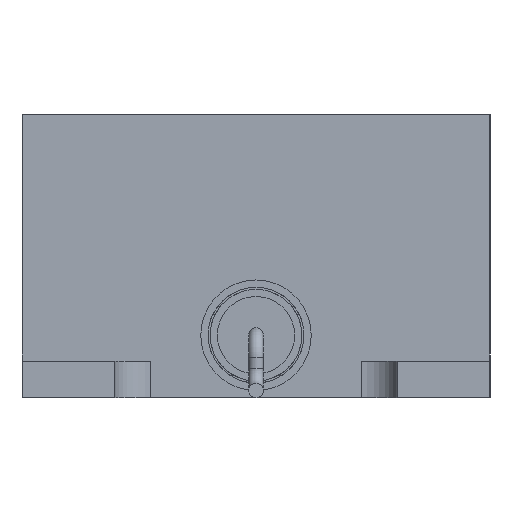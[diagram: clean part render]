
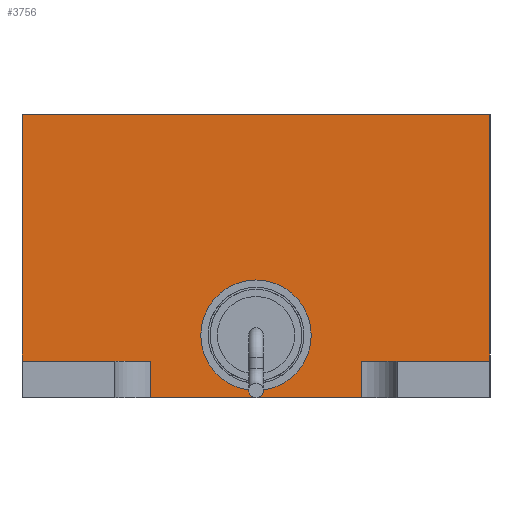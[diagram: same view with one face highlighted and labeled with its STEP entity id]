
A CAD part, left-side view. The second image highlights one B-rep face of the part: STEP entity #3756.
In plain terms, the highlighted planar face has unit normal (-1, 0, 0).
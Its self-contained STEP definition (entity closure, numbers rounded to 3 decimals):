
#3756=ADVANCED_FACE('',(#10418,#10420),#10422,.F.);
#10418=FACE_BOUND('',#10419,.T.);
#10419=EDGE_LOOP('',(#12822,#12823,#12824,#12825,#12826,#12827,#12828,#12829));
#10420=FACE_BOUND('',#10421,.T.);
#10421=EDGE_LOOP('',(#12830));
#10422=PLANE('',#10423);
#10423=AXIS2_PLACEMENT_3D('',#10424,#10425,#10426);
#10424=CARTESIAN_POINT('',(-19.05,2.85,7.7));
#10425=DIRECTION('',(1.,0.,-0.));
#10426=DIRECTION('',(-0.,0.,-1.));
#12822=ORIENTED_EDGE('',*,*,#14084,.F.);
#12823=ORIENTED_EDGE('',*,*,#14085,.F.);
#12824=ORIENTED_EDGE('',*,*,#14086,.T.);
#12825=ORIENTED_EDGE('',*,*,#14087,.F.);
#12826=ORIENTED_EDGE('',*,*,#14069,.F.);
#12827=ORIENTED_EDGE('',*,*,#14088,.F.);
#12828=ORIENTED_EDGE('',*,*,#14081,.T.);
#12829=ORIENTED_EDGE('',*,*,#14089,.T.);
#12830=ORIENTED_EDGE('',*,*,#13009,.T.);
#13009=EDGE_CURVE('',#14194,#14194,#14195,.T.);
#14069=EDGE_CURVE('',#15964,#15967,#15968,.T.);
#14081=EDGE_CURVE('',#15987,#15988,#15989,.T.);
#14084=EDGE_CURVE('',#15992,#15993,#15994,.T.);
#14085=EDGE_CURVE('',#15995,#15992,#15996,.T.);
#14086=EDGE_CURVE('',#15995,#15997,#15998,.T.);
#14087=EDGE_CURVE('',#15967,#15997,#15999,.T.);
#14088=EDGE_CURVE('',#15987,#15964,#16000,.T.);
#14089=EDGE_CURVE('',#15988,#15993,#16001,.T.);
#14194=VERTEX_POINT('',#16581);
#14195=CIRCLE('',#16582,1.5);
#15964=VERTEX_POINT('',#33090);
#15967=VERTEX_POINT('',#33095);
#15968=LINE('',#33096,#33097);
#15987=VERTEX_POINT('',#33139);
#15988=VERTEX_POINT('',#33140);
#15989=LINE('',#33141,#33142);
#15992=VERTEX_POINT('',#33152);
#15993=VERTEX_POINT('',#33153);
#15994=LINE('',#33154,#33155);
#15995=VERTEX_POINT('',#33157);
#15996=LINE('',#33158,#33159);
#15997=VERTEX_POINT('',#33161);
#15998=LINE('',#33162,#33163);
#15999=LINE('',#33165,#33166);
#16000=LINE('',#33168,#33169);
#16001=LINE('',#33171,#33172);
#16581=CARTESIAN_POINT('',(-19.05,0.,0.2));
#16582=AXIS2_PLACEMENT_3D('',#16583,#16584,#16585);
#16583=CARTESIAN_POINT('',(-19.05,0.,1.7));
#16584=DIRECTION('',(1.,0.,-0.));
#16585=DIRECTION('',(0.,0.,1.));
#33090=CARTESIAN_POINT('',(-19.05,6.35,1.));
#33095=CARTESIAN_POINT('',(-19.05,6.35,7.7));
#33096=CARTESIAN_POINT('',(-19.05,6.35,1.));
#33097=VECTOR('',#33098,1.);
#33098=DIRECTION('',(0.,0.,1.));
#33139=CARTESIAN_POINT('',(-19.05,2.85,1.));
#33140=CARTESIAN_POINT('',(-19.05,2.85,0.));
#33141=CARTESIAN_POINT('',(-19.05,2.85,1.));
#33142=VECTOR('',#33143,1.);
#33143=DIRECTION('',(0.,0.,-1.));
#33152=CARTESIAN_POINT('',(-19.05,-2.85,1.));
#33153=CARTESIAN_POINT('',(-19.05,-2.85,0.));
#33154=CARTESIAN_POINT('',(-19.05,-2.85,1.));
#33155=VECTOR('',#33156,1.);
#33156=DIRECTION('',(0.,0.,-1.));
#33157=CARTESIAN_POINT('',(-19.05,-6.35,1.));
#33158=CARTESIAN_POINT('',(-19.05,-6.35,1.));
#33159=VECTOR('',#33160,1.);
#33160=DIRECTION('',(0.,1.,0.));
#33161=CARTESIAN_POINT('',(-19.05,-6.35,7.7));
#33162=CARTESIAN_POINT('',(-19.05,-6.35,1.));
#33163=VECTOR('',#33164,1.);
#33164=DIRECTION('',(0.,0.,1.));
#33165=CARTESIAN_POINT('',(-19.05,6.35,7.7));
#33166=VECTOR('',#33167,1.);
#33167=DIRECTION('',(0.,-1.,0.));
#33168=CARTESIAN_POINT('',(-19.05,2.85,1.));
#33169=VECTOR('',#33170,1.);
#33170=DIRECTION('',(0.,1.,0.));
#33171=CARTESIAN_POINT('',(-19.05,2.85,0.));
#33172=VECTOR('',#33173,1.);
#33173=DIRECTION('',(0.,-1.,0.));
